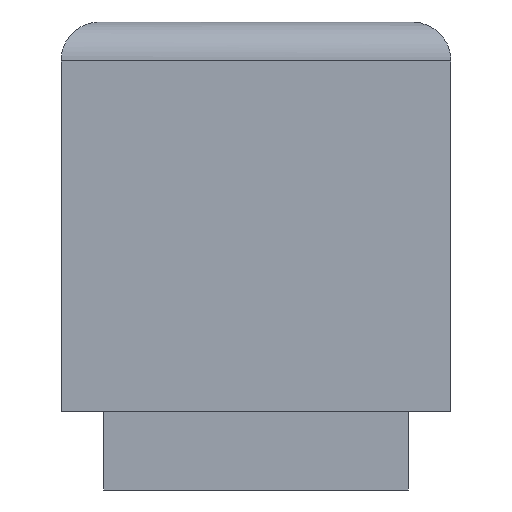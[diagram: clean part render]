
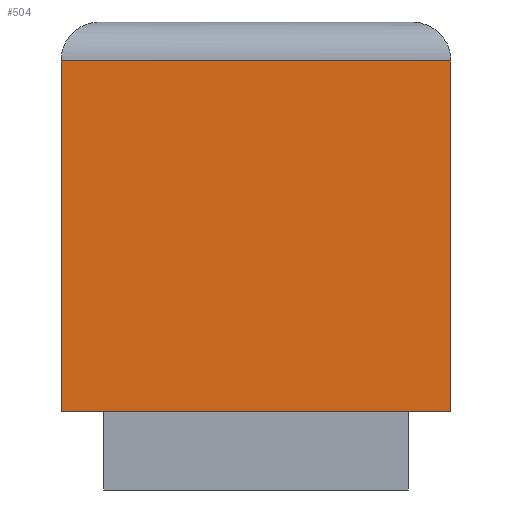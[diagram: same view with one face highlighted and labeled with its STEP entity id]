
A CAD part, front view. The second image highlights one B-rep face of the part: STEP entity #504.
In plain terms, the highlighted planar face has unit normal (0, -1, 0).
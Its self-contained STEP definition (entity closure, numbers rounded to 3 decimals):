
#22 = VERTEX_POINT ( 'NONE', #48 ) ;
#32 = VECTOR ( 'NONE', #622, 1000. ) ;
#45 = LINE ( 'NONE', #296, #281 ) ;
#48 = CARTESIAN_POINT ( 'NONE',  ( 1240.323, -35.491, -1089.038 ) ) ;
#112 = LINE ( 'NONE', #360, #273 ) ;
#114 = VERTEX_POINT ( 'NONE', #632 ) ;
#117 = EDGE_CURVE ( 'NONE', #22, #765, #513, .T. ) ;
#120 = FACE_OUTER_BOUND ( 'NONE', #217, .T. ) ;
#200 = EDGE_CURVE ( 'NONE', #114, #550, #571, .T. ) ;
#206 = ORIENTED_EDGE ( 'NONE', *, *, #645, .T. ) ;
#217 = EDGE_LOOP ( 'NONE', ( #680, #206, #235, #480 ) ) ;
#229 = DIRECTION ( 'NONE',  ( -1., 0., 0. ) ) ;
#235 = ORIENTED_EDGE ( 'NONE', *, *, #200, .T. ) ;
#245 = DIRECTION ( 'NONE',  ( 0., 1., 0. ) ) ;
#260 = DIRECTION ( 'NONE',  ( 0., 0., -1. ) ) ;
#273 = VECTOR ( 'NONE', #229, 1000. ) ;
#281 = VECTOR ( 'NONE', #603, 1000. ) ;
#296 = CARTESIAN_POINT ( 'NONE',  ( 1231.323, -35.491, -1098.038 ) ) ;
#316 = DIRECTION ( 'NONE',  ( 0., 0., 1. ) ) ;
#360 = CARTESIAN_POINT ( 'NONE',  ( 1230.323, -35.491, -1089.038 ) ) ;
#362 = PLANE ( 'NONE',  #496 ) ;
#371 = CARTESIAN_POINT ( 'NONE',  ( 1230.323, -35.491, -1082.939 ) ) ;
#472 = CARTESIAN_POINT ( 'NONE',  ( 1230.323, -35.491, -1098.038 ) ) ;
#480 = ORIENTED_EDGE ( 'NONE', *, *, #528, .T. ) ;
#496 = AXIS2_PLACEMENT_3D ( 'NONE', #627, #245, #316 ) ;
#504 = ADVANCED_FACE ( 'NONE', ( #120 ), #362, .F. ) ;
#513 = LINE ( 'NONE', #802, #787 ) ;
#528 = EDGE_CURVE ( 'NONE', #550, #765, #45, .T. ) ;
#550 = VERTEX_POINT ( 'NONE', #472 ) ;
#571 = LINE ( 'NONE', #371, #32 ) ;
#603 = DIRECTION ( 'NONE',  ( 1., 0., 0. ) ) ;
#622 = DIRECTION ( 'NONE',  ( 0., 0., -1. ) ) ;
#627 = CARTESIAN_POINT ( 'NONE',  ( 1231.323, -35.491, -1088.038 ) ) ;
#632 = CARTESIAN_POINT ( 'NONE',  ( 1230.323, -35.491, -1089.038 ) ) ;
#645 = EDGE_CURVE ( 'NONE', #22, #114, #112, .T. ) ;
#680 = ORIENTED_EDGE ( 'NONE', *, *, #117, .F. ) ;
#689 = CARTESIAN_POINT ( 'NONE',  ( 1240.323, -35.491, -1098.038 ) ) ;
#765 = VERTEX_POINT ( 'NONE', #689 ) ;
#787 = VECTOR ( 'NONE', #260, 1000. ) ;
#802 = CARTESIAN_POINT ( 'NONE',  ( 1240.323, -35.491, -1082.939 ) ) ;
